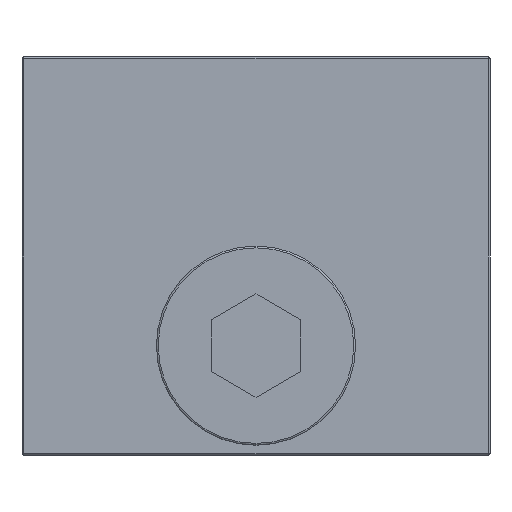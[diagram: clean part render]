
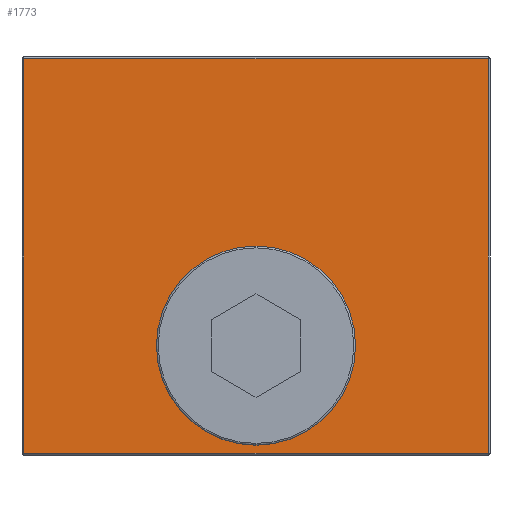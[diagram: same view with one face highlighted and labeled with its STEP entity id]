
A CAD part, front view. The second image highlights one B-rep face of the part: STEP entity #1773.
In plain terms, the highlighted planar face has unit normal (0, -1, 0).
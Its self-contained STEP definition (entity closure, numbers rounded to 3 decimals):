
#92 = AXIS2_PLACEMENT_3D ( 'NONE', #812, #813, #814 ) ;
#97 = CIRCLE ( 'NONE', #92, 4.81 ) ;
#107 = VECTOR ( 'NONE', #807, 1000. ) ;
#108 = VECTOR ( 'NONE', #820, 1000. ) ;
#118 = VECTOR ( 'NONE', #802, 1000. ) ;
#121 = VECTOR ( 'NONE', #804, 1000. ) ;
#324 = FACE_BOUND ( 'NONE', #467, .T. ) ;
#328 = CARTESIAN_POINT ( 'NONE',  ( -11.75, 0.012, 20. ) ) ;
#332 = FACE_OUTER_BOUND ( 'NONE', #474, .T. ) ;
#333 = PLANE ( 'NONE',  #1832 ) ;
#335 = DIRECTION ( 'NONE',  ( 0., 1., 0. ) ) ;
#336 = DIRECTION ( 'NONE',  ( 0., 0., 1. ) ) ;
#380 = VERTEX_POINT ( 'NONE', #1068 ) ;
#467 = EDGE_LOOP ( 'NONE', ( #1893, #1892 ) ) ;
#474 = EDGE_LOOP ( 'NONE', ( #1900, #1899, #1898, #1897 ) ) ;
#563 = CIRCLE ( 'NONE', #576, 4.81 ) ;
#576 = AXIS2_PLACEMENT_3D ( 'NONE', #1261, #1262, #1263 ) ;
#622 = VERTEX_POINT ( 'NONE', #1085 ) ;
#635 = VERTEX_POINT ( 'NONE', #1096 ) ;
#658 = VERTEX_POINT ( 'NONE', #1167 ) ;
#791 = CARTESIAN_POINT ( 'NONE',  ( 11.65, 0.012, 20. ) ) ;
#795 = LINE ( 'NONE', #791, #118 ) ;
#798 = LINE ( 'NONE', #803, #121 ) ;
#802 = DIRECTION ( 'NONE',  ( 0., 0., 1. ) ) ;
#803 = CARTESIAN_POINT ( 'NONE',  ( -11.75, 0.012, 19.9 ) ) ;
#804 = DIRECTION ( 'NONE',  ( -1., 0., 0. ) ) ;
#805 = LINE ( 'NONE', #806, #107 ) ;
#806 = CARTESIAN_POINT ( 'NONE',  ( -11.75, 0.012, 0.1 ) ) ;
#807 = DIRECTION ( 'NONE',  ( 1., 0., 0. ) ) ;
#811 = CARTESIAN_POINT ( 'NONE',  ( -11.65, 0.012, 20. ) ) ;
#812 = CARTESIAN_POINT ( 'NONE',  ( 0., 0.012, 5.5 ) ) ;
#813 = DIRECTION ( 'NONE',  ( 0., -1., 0. ) ) ;
#814 = DIRECTION ( 'NONE',  ( 0., 0., 1. ) ) ;
#816 = LINE ( 'NONE', #811, #108 ) ;
#820 = DIRECTION ( 'NONE',  ( 0., 0., -1. ) ) ;
#986 = VERTEX_POINT ( 'NONE', #1198 ) ;
#995 = VERTEX_POINT ( 'NONE', #1205 ) ;
#1068 = CARTESIAN_POINT ( 'NONE',  ( -11.65, 0.012, 0.1 ) ) ;
#1085 = CARTESIAN_POINT ( 'NONE',  ( 11.65, 0.012, 0.1 ) ) ;
#1096 = CARTESIAN_POINT ( 'NONE',  ( 0., 0.012, 10.31 ) ) ;
#1167 = CARTESIAN_POINT ( 'NONE',  ( -11.65, 0.012, 19.9 ) ) ;
#1198 = CARTESIAN_POINT ( 'NONE',  ( 11.65, 0.012, 19.9 ) ) ;
#1205 = CARTESIAN_POINT ( 'NONE',  ( 0., 0.012, 0.69 ) ) ;
#1261 = CARTESIAN_POINT ( 'NONE',  ( 0., 0.012, 5.5 ) ) ;
#1262 = DIRECTION ( 'NONE',  ( 0., -1., 0. ) ) ;
#1263 = DIRECTION ( 'NONE',  ( 0., 0., 1. ) ) ;
#1594 = EDGE_CURVE ( 'NONE', #995, #635, #563, .T. ) ;
#1724 = EDGE_CURVE ( 'NONE', #622, #986, #795, .T. ) ;
#1725 = EDGE_CURVE ( 'NONE', #986, #658, #798, .T. ) ;
#1726 = EDGE_CURVE ( 'NONE', #380, #622, #805, .T. ) ;
#1728 = EDGE_CURVE ( 'NONE', #635, #995, #97, .T. ) ;
#1730 = EDGE_CURVE ( 'NONE', #658, #380, #816, .T. ) ;
#1773 = ADVANCED_FACE ( 'NONE', ( #332, #324 ), #333, .F. ) ;
#1832 = AXIS2_PLACEMENT_3D ( 'NONE', #328, #335, #336 ) ;
#1892 = ORIENTED_EDGE ( 'NONE', *, *, #1728, .F. ) ;
#1893 = ORIENTED_EDGE ( 'NONE', *, *, #1594, .F. ) ;
#1897 = ORIENTED_EDGE ( 'NONE', *, *, #1724, .T. ) ;
#1898 = ORIENTED_EDGE ( 'NONE', *, *, #1726, .T. ) ;
#1899 = ORIENTED_EDGE ( 'NONE', *, *, #1730, .T. ) ;
#1900 = ORIENTED_EDGE ( 'NONE', *, *, #1725, .T. ) ;
